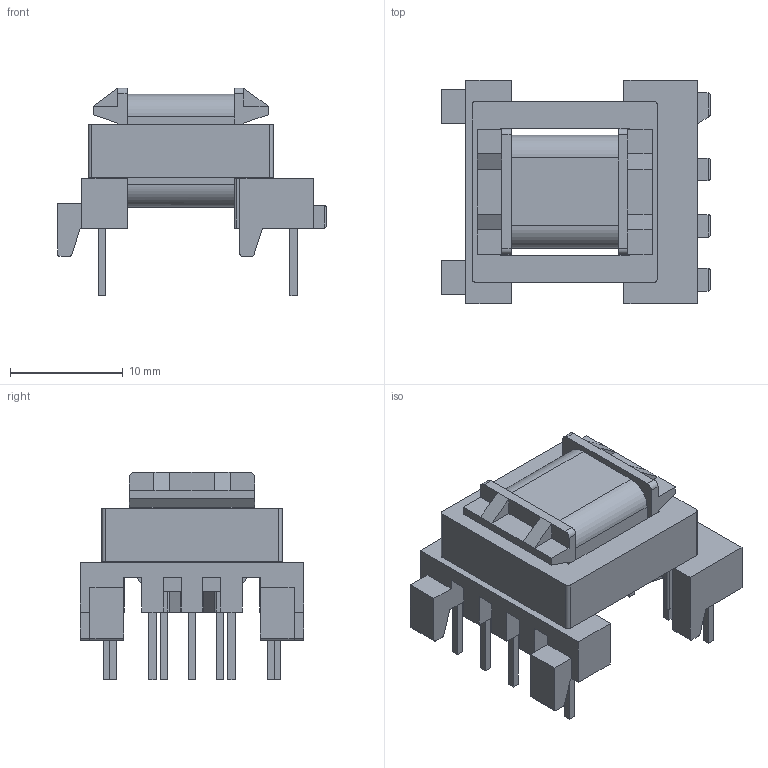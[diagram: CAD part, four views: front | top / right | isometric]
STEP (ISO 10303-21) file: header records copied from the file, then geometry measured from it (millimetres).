
FILE_DESCRIPTION(/* description */ ('Unknown'),/* implementation_level */ '2;1');
FILE_NAME(/* name */ 'T_Wurth_WE-UNIT-EE16_8_5',/* time_stamp */ '2025-09-11T16:12:30+08:00',/* author */ ('Unknown'),/* organization */ ('Unknown'),/* preprocessor_version */ 'ST-DEVELOPER v19.4',/* originating_system */ 'Solid Edge',/* authorisation */ 'Unknown');
FILE_SCHEMA (('AUTOMOTIVE_DESIGN {1 0 10303 214 3 1 1}'));
Length unit declared in the file: millimetre
Products named in the file (2): T_Wurth_WE-UNIT-EE16_8_5
Assembly tree (1 placements, depth 2):
  T_Wurth_WE-UNIT-EE16_8_5
    T_Wurth_WE-UNIT-EE16_8_5
Bounding box: 23.8 x 19.8 x 18.4 mm (x, y, z)
Volume: 2546.2 mm3; surface area: 3128.6 mm2
Topology: 2 solids, 2 shells, 274 faces, 731 edges, 468 vertices
Faces by surface type: plane 202, cylinder 72
Entity records: 10221 total; most frequent: CARTESIAN_POINT 1475, ORIENTED_EDGE 1462, DIRECTION 1412, EDGE_CURVE 731, LINE 602, VECTOR 602, VERTEX_POINT 468, AXIS2_PLACEMENT_3D 405
